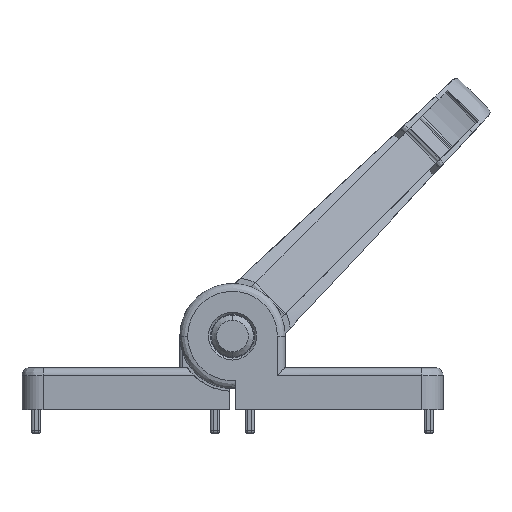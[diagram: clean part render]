
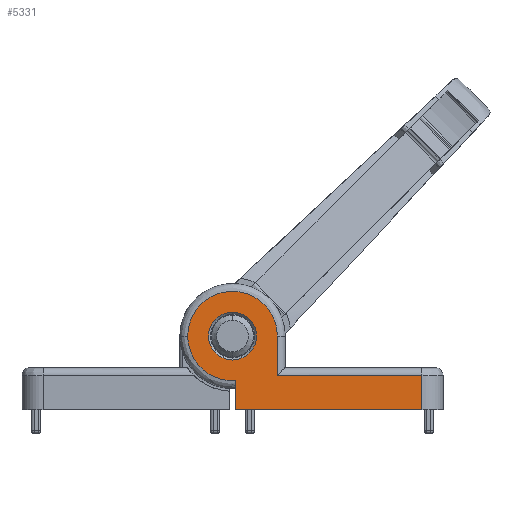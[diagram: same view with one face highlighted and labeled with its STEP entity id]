
A CAD part, front view. The second image highlights one B-rep face of the part: STEP entity #5331.
In plain terms, the highlighted planar face has unit normal (0, -1, 0).
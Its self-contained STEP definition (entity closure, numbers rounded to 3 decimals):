
#325 =( BOUNDED_CURVE ( )  B_SPLINE_CURVE ( 3, ( #2622, #2666, #14138, #7302 ),
 .UNSPECIFIED., .F., .T. ) 
 B_SPLINE_CURVE_WITH_KNOTS ( ( 4, 4 ),
 ( 0., 0.343 ),
 .UNSPECIFIED. ) 
 CURVE ( )  GEOMETRIC_REPRESENTATION_ITEM ( )  RATIONAL_B_SPLINE_CURVE ( ( 1., 0.788, 0.788, 1. ) ) 
 REPRESENTATION_ITEM ( '' )  );
#1152 = EDGE_CURVE ( 'NONE', #6845, #11485, #12211, .T. ) ;
#1187 = CARTESIAN_POINT ( 'NONE',  ( 0., -20., -4.55 ) ) ;
#1489 = EDGE_CURVE ( 'NONE', #11485, #4794, #8757, .T. ) ;
#1568 = EDGE_CURVE ( 'NONE', #11368, #6845, #1654, .T. ) ;
#1654 = LINE ( 'NONE', #14796, #14553 ) ;
#1873 = CARTESIAN_POINT ( 'NONE',  ( 0.6, -20., -8.479 ) ) ;
#1891 = CARTESIAN_POINT ( 'NONE',  ( 8.5, -20., 0. ) ) ;
#2378 = ORIENTED_EDGE ( 'NONE', *, *, #14813, .F. ) ;
#2417 = CARTESIAN_POINT ( 'NONE',  ( 0., -20., 0. ) ) ;
#2473 =( BOUNDED_CURVE ( )  B_SPLINE_CURVE ( 3, ( #11039, #12383, #13512, #1891 ),
 .UNSPECIFIED., .F., .F. ) 
 B_SPLINE_CURVE_WITH_KNOTS ( ( 4, 4 ),
 ( 0.343, 1. ),
 .UNSPECIFIED. ) 
 CURVE ( )  GEOMETRIC_REPRESENTATION_ITEM ( )  RATIONAL_B_SPLINE_CURVE ( ( 1., 0.333, 0.333, 1. ) ) 
 REPRESENTATION_ITEM ( '' )  );
#2534 = VERTEX_POINT ( 'NONE', #13154 ) ;
#2622 = CARTESIAN_POINT ( 'NONE',  ( 0.6, -20., -8.479 ) ) ;
#2666 = CARTESIAN_POINT ( 'NONE',  ( -4.65, -20., -8.85 ) ) ;
#2710 = EDGE_CURVE ( 'NONE', #2534, #11368, #2473, .T. ) ;
#3160 = ORIENTED_EDGE ( 'NONE', *, *, #9942, .F. ) ;
#3268 = DIRECTION ( 'NONE',  ( 0., 0., 1. ) ) ;
#3341 = CARTESIAN_POINT ( 'NONE',  ( 8.5, -20., -7.5 ) ) ;
#3803 = CIRCLE ( 'NONE', #8316, 4.55 ) ;
#3877 = ORIENTED_EDGE ( 'NONE', *, *, #7912, .F. ) ;
#4226 = AXIS2_PLACEMENT_3D ( 'NONE', #10178, #7768, #3268 ) ;
#4356 = DIRECTION ( 'NONE',  ( 0., 0., -1. ) ) ;
#4666 = DIRECTION ( 'NONE',  ( 0., -1., 0. ) ) ;
#4715 = DIRECTION ( 'NONE',  ( 0., 0., -1. ) ) ;
#4794 = VERTEX_POINT ( 'NONE', #10651 ) ;
#5331 = ADVANCED_FACE ( 'NONE', ( #9579, #9756 ), #10226, .F. ) ;
#5464 = VERTEX_POINT ( 'NONE', #14876 ) ;
#5813 = DIRECTION ( 'NONE',  ( 0., -1., 0. ) ) ;
#6097 = VECTOR ( 'NONE', #10909, 1000. ) ;
#6154 = EDGE_CURVE ( 'NONE', #7662, #11103, #10636, .T. ) ;
#6275 = ORIENTED_EDGE ( 'NONE', *, *, #9051, .F. ) ;
#6572 = ORIENTED_EDGE ( 'NONE', *, *, #6154, .T. ) ;
#6845 = VERTEX_POINT ( 'NONE', #3341 ) ;
#7056 = CARTESIAN_POINT ( 'NONE',  ( 0.6, -20., -14. ) ) ;
#7175 = CARTESIAN_POINT ( 'NONE',  ( 8.5, -20., 0. ) ) ;
#7302 = CARTESIAN_POINT ( 'NONE',  ( -8.5, -20., 0. ) ) ;
#7430 = CARTESIAN_POINT ( 'NONE',  ( 36., -20., -7.5 ) ) ;
#7444 = CARTESIAN_POINT ( 'NONE',  ( 0.6, -20., -6. ) ) ;
#7662 = VERTEX_POINT ( 'NONE', #1873 ) ;
#7768 = DIRECTION ( 'NONE',  ( 0., 1., 0. ) ) ;
#7912 = EDGE_CURVE ( 'NONE', #4794, #11103, #15002, .T. ) ;
#8075 = AXIS2_PLACEMENT_3D ( 'NONE', #2417, #5813, #11687 ) ;
#8316 = AXIS2_PLACEMENT_3D ( 'NONE', #14095, #4666, #4715 ) ;
#8384 = ORIENTED_EDGE ( 'NONE', *, *, #1152, .F. ) ;
#8615 = VERTEX_POINT ( 'NONE', #1187 ) ;
#8657 = DIRECTION ( 'NONE',  ( 0., 0., -1. ) ) ;
#8757 = LINE ( 'NONE', #9991, #15117 ) ;
#9051 = EDGE_CURVE ( 'NONE', #5464, #8615, #12773, .T. ) ;
#9152 = VECTOR ( 'NONE', #13911, 1000. ) ;
#9305 = EDGE_LOOP ( 'NONE', ( #2378, #6275 ) ) ;
#9579 = FACE_BOUND ( 'NONE', #9305, .T. ) ;
#9756 = FACE_OUTER_BOUND ( 'NONE', #14507, .T. ) ;
#9780 = DIRECTION ( 'NONE',  ( 0., 0., -1. ) ) ;
#9807 = ORIENTED_EDGE ( 'NONE', *, *, #2710, .F. ) ;
#9942 = EDGE_CURVE ( 'NONE', #7662, #2534, #325, .T. ) ;
#9991 = CARTESIAN_POINT ( 'NONE',  ( 36., -20., -6. ) ) ;
#10178 = CARTESIAN_POINT ( 'NONE',  ( 0.6, -20., -6. ) ) ;
#10226 = PLANE ( 'NONE',  #4226 ) ;
#10459 = ORIENTED_EDGE ( 'NONE', *, *, #1568, .F. ) ;
#10636 = LINE ( 'NONE', #7444, #12610 ) ;
#10651 = CARTESIAN_POINT ( 'NONE',  ( 36., -20., -14. ) ) ;
#10909 = DIRECTION ( 'NONE',  ( -1., 0., 0. ) ) ;
#11039 = CARTESIAN_POINT ( 'NONE',  ( -8.5, -20., 0. ) ) ;
#11103 = VERTEX_POINT ( 'NONE', #13511 ) ;
#11368 = VERTEX_POINT ( 'NONE', #7175 ) ;
#11485 = VERTEX_POINT ( 'NONE', #7430 ) ;
#11529 = CARTESIAN_POINT ( 'NONE',  ( 36., -20., -7.5 ) ) ;
#11687 = DIRECTION ( 'NONE',  ( 0., 0., -1. ) ) ;
#12036 = ORIENTED_EDGE ( 'NONE', *, *, #1489, .F. ) ;
#12211 = LINE ( 'NONE', #11529, #9152 ) ;
#12383 = CARTESIAN_POINT ( 'NONE',  ( -8.5, -20., 17. ) ) ;
#12610 = VECTOR ( 'NONE', #8657, 1000. ) ;
#12773 = CIRCLE ( 'NONE', #8075, 4.55 ) ;
#13154 = CARTESIAN_POINT ( 'NONE',  ( -8.5, -20., 0. ) ) ;
#13511 = CARTESIAN_POINT ( 'NONE',  ( 0.6, -20., -14. ) ) ;
#13512 = CARTESIAN_POINT ( 'NONE',  ( 8.5, -20., 17. ) ) ;
#13911 = DIRECTION ( 'NONE',  ( 1., 0., 0. ) ) ;
#14095 = CARTESIAN_POINT ( 'NONE',  ( 0., -20., 0. ) ) ;
#14138 = CARTESIAN_POINT ( 'NONE',  ( -8.5, -20., -5.263 ) ) ;
#14507 = EDGE_LOOP ( 'NONE', ( #3160, #6572, #3877, #12036, #8384, #10459, #9807 ) ) ;
#14553 = VECTOR ( 'NONE', #4356, 1000. ) ;
#14796 = CARTESIAN_POINT ( 'NONE',  ( 8.5, -20., -6. ) ) ;
#14813 = EDGE_CURVE ( 'NONE', #8615, #5464, #3803, .T. ) ;
#14876 = CARTESIAN_POINT ( 'NONE',  ( 0., -20., 4.55 ) ) ;
#15002 = LINE ( 'NONE', #7056, #6097 ) ;
#15117 = VECTOR ( 'NONE', #9780, 1000. ) ;
